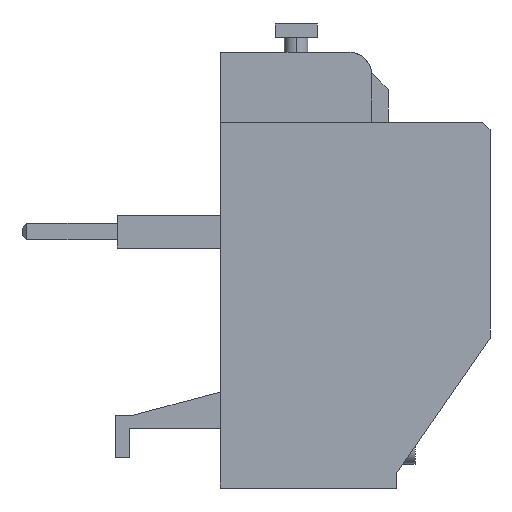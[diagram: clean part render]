
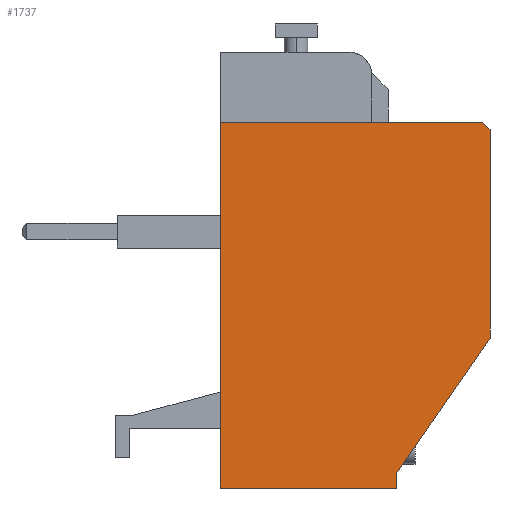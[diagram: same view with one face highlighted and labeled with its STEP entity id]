
A CAD part, left-side view. The second image highlights one B-rep face of the part: STEP entity #1737.
In plain terms, the highlighted free-form (B-spline) face has degree [1, 1] with [2, 2] control points.
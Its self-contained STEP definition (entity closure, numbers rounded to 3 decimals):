
#804=CARTESIAN_POINT('',(-37.65,0.,78.));
#805=VERTEX_POINT('',#804);
#811=CARTESIAN_POINT('',(-37.65,0.,0.));
#812=VERTEX_POINT('',#811);
#813=CARTESIAN_POINT('',(-37.65,0.,78.));
#814=CARTESIAN_POINT('',(-37.65,0.,0.));
#815=B_SPLINE_CURVE_WITH_KNOTS('',1,(#813,#814),.POLYLINE_FORM.,.F.,.U.,(2,2),(0.,1.),.UNSPECIFIED.);
#816=EDGE_CURVE('',#805,#812,#815,.T.);
#1676=CARTESIAN_POINT('',(-37.65,-56.,78.));
#1677=VERTEX_POINT('',#1676);
#1683=CARTESIAN_POINT('',(-37.65,-56.,78.));
#1684=CARTESIAN_POINT('',(-37.65,0.,78.));
#1685=B_SPLINE_CURVE_WITH_KNOTS('',1,(#1683,#1684),.POLYLINE_FORM.,.F.,.U.,(2,2),(0.,1.),.UNSPECIFIED.);
#1686=EDGE_CURVE('',#1677,#805,#1685,.T.);
#1695=CARTESIAN_POINT('',(-37.65,-125.653,135.903));
#1696=CARTESIAN_POINT('',(-37.65,68.153,135.903));
#1697=CARTESIAN_POINT('',(-37.65,-125.653,-57.903));
#1698=CARTESIAN_POINT('',(-37.65,68.153,-57.903));
#1699=B_SPLINE_SURFACE_WITH_KNOTS('',1,1,((#1695,#1696),(#1697,#1698)),.PLANE_SURF.,.F.,.F.,.U.,(2,2),(2,2),(0.,1.),(0.,1.),.UNSPECIFIED.);
#1700=CARTESIAN_POINT('',(-37.65,-57.5,76.5));
#1701=VERTEX_POINT('',#1700);
#1702=CARTESIAN_POINT('',(-37.65,-57.5,32.));
#1703=VERTEX_POINT('',#1702);
#1704=CARTESIAN_POINT('',(-37.65,-57.5,76.5));
#1705=CARTESIAN_POINT('',(-37.65,-57.5,32.));
#1706=B_SPLINE_CURVE_WITH_KNOTS('',1,(#1704,#1705),.POLYLINE_FORM.,.F.,.U.,(2,2),(0.,1.),.UNSPECIFIED.);
#1707=EDGE_CURVE('',#1701,#1703,#1706,.T.);
#1708=ORIENTED_EDGE('',*,*,#1707,.T.);
#1709=CARTESIAN_POINT('',(-37.65,-37.5,3.));
#1710=VERTEX_POINT('',#1709);
#1711=CARTESIAN_POINT('',(-37.65,-57.5,32.));
#1712=CARTESIAN_POINT('',(-37.65,-37.5,3.));
#1713=B_SPLINE_CURVE_WITH_KNOTS('',1,(#1711,#1712),.POLYLINE_FORM.,.F.,.U.,(2,2),(0.,1.),.UNSPECIFIED.);
#1714=EDGE_CURVE('',#1703,#1710,#1713,.T.);
#1715=ORIENTED_EDGE('',*,*,#1714,.T.);
#1716=CARTESIAN_POINT('',(-37.65,-37.5,0.));
#1717=VERTEX_POINT('',#1716);
#1718=CARTESIAN_POINT('',(-37.65,-37.5,3.));
#1719=CARTESIAN_POINT('',(-37.65,-37.5,0.));
#1720=B_SPLINE_CURVE_WITH_KNOTS('',1,(#1718,#1719),.POLYLINE_FORM.,.F.,.U.,(2,2),(0.,1.),.UNSPECIFIED.);
#1721=EDGE_CURVE('',#1710,#1717,#1720,.T.);
#1722=ORIENTED_EDGE('',*,*,#1721,.T.);
#1723=CARTESIAN_POINT('',(-37.65,-37.5,0.));
#1724=CARTESIAN_POINT('',(-37.65,0.,0.));
#1725=B_SPLINE_CURVE_WITH_KNOTS('',1,(#1723,#1724),.POLYLINE_FORM.,.F.,.U.,(2,2),(0.,1.),.UNSPECIFIED.);
#1726=EDGE_CURVE('',#1717,#812,#1725,.T.);
#1727=ORIENTED_EDGE('',*,*,#1726,.T.);
#1728=ORIENTED_EDGE('',*,*,#816,.F.);
#1729=ORIENTED_EDGE('',*,*,#1686,.F.);
#1730=CARTESIAN_POINT('',(-37.65,-56.,78.));
#1731=CARTESIAN_POINT('',(-37.65,-57.5,76.5));
#1732=B_SPLINE_CURVE_WITH_KNOTS('',1,(#1730,#1731),.POLYLINE_FORM.,.F.,.U.,(2,2),(0.,1.),.UNSPECIFIED.);
#1733=EDGE_CURVE('',#1677,#1701,#1732,.T.);
#1734=ORIENTED_EDGE('',*,*,#1733,.T.);
#1735=EDGE_LOOP('',(#1708,#1715,#1722,#1727,#1728,#1729,#1734));
#1736=FACE_OUTER_BOUND('',#1735,.F.);
#1737=ADVANCED_FACE('',(#1736),#1699,.F.);
